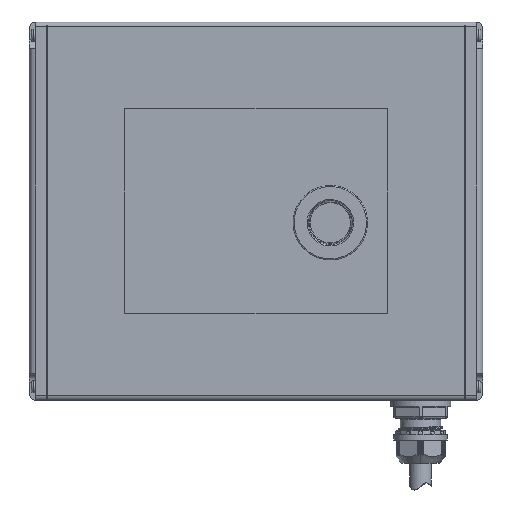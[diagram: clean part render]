
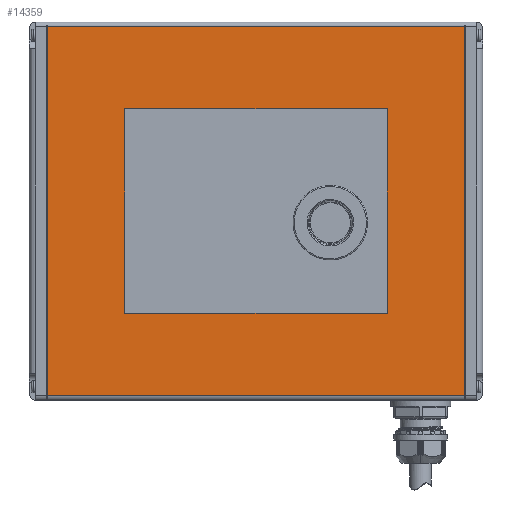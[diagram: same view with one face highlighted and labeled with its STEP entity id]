
A CAD part, top view. The second image highlights one B-rep face of the part: STEP entity #14359.
In plain terms, the highlighted planar face has unit normal (0, 0, 1).
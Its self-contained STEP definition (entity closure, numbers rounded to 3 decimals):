
#345 = CARTESIAN_POINT ( 'NONE',  ( 59., 46., 25. ) ) ;
#447 = CARTESIAN_POINT ( 'NONE',  ( -59., -46., 25. ) ) ;
#521 = CARTESIAN_POINT ( 'NONE',  ( -59., 46., 25. ) ) ;
#2122 = CARTESIAN_POINT ( 'NONE',  ( 93.9, -83., 25. ) ) ;
#2457 = DIRECTION ( 'NONE',  ( 0., -1., 0. ) ) ;
#2997 = LINE ( 'NONE', #3414, #3609 ) ;
#3169 = VERTEX_POINT ( 'NONE', #16965 ) ;
#3414 = CARTESIAN_POINT ( 'NONE',  ( 59., -46., 25. ) ) ;
#3609 = VECTOR ( 'NONE', #20755, 1000. ) ;
#3773 = CARTESIAN_POINT ( 'NONE',  ( 59., 46., 25. ) ) ;
#4045 = LINE ( 'NONE', #3773, #17458 ) ;
#4432 = DIRECTION ( 'NONE',  ( 0., 0., -1. ) ) ;
#4582 = LINE ( 'NONE', #345, #12981 ) ;
#5872 = EDGE_CURVE ( 'NONE', #11317, #15202, #2997, .T. ) ;
#6416 = PLANE ( 'NONE',  #13899 ) ;
#7515 = EDGE_CURVE ( 'NONE', #13350, #10995, #23077, .T. ) ;
#8977 = LINE ( 'NONE', #521, #12065 ) ;
#9094 = DIRECTION ( 'NONE',  ( -1., 0., 0. ) ) ;
#10466 = VERTEX_POINT ( 'NONE', #2122 ) ;
#10995 = VERTEX_POINT ( 'NONE', #27424 ) ;
#11317 = VERTEX_POINT ( 'NONE', #447 ) ;
#11349 = DIRECTION ( 'NONE',  ( -1., 0., 0. ) ) ;
#12022 = ORIENTED_EDGE ( 'NONE', *, *, #13967, .F. ) ;
#12065 = VECTOR ( 'NONE', #15050, 1000. ) ;
#12088 = VECTOR ( 'NONE', #24326, 1000. ) ;
#12507 = LINE ( 'NONE', #16874, #12531 ) ;
#12531 = VECTOR ( 'NONE', #27887, 1000. ) ;
#12981 = VECTOR ( 'NONE', #11349, 1000. ) ;
#13139 = ORIENTED_EDGE ( 'NONE', *, *, #18951, .T. ) ;
#13310 = CARTESIAN_POINT ( 'NONE',  ( 59., 46., 25. ) ) ;
#13350 = VERTEX_POINT ( 'NONE', #13584 ) ;
#13584 = CARTESIAN_POINT ( 'NONE',  ( 93.9, 83., 25. ) ) ;
#13655 = CARTESIAN_POINT ( 'NONE',  ( 59., -46., 25. ) ) ;
#13899 = AXIS2_PLACEMENT_3D ( 'NONE', #21499, #4432, #9094 ) ;
#13967 = EDGE_CURVE ( 'NONE', #14243, #11317, #8977, .T. ) ;
#14243 = VERTEX_POINT ( 'NONE', #25182 ) ;
#14359 = ADVANCED_FACE ( 'NONE', ( #19233, #19801 ), #6416, .F. ) ;
#14505 = EDGE_LOOP ( 'NONE', ( #23926, #19189, #21599, #12022 ) ) ;
#14528 = EDGE_CURVE ( 'NONE', #10466, #13350, #18104, .T. ) ;
#15050 = DIRECTION ( 'NONE',  ( 0., -1., 0. ) ) ;
#15202 = VERTEX_POINT ( 'NONE', #13655 ) ;
#15554 = EDGE_CURVE ( 'NONE', #23899, #14243, #4582, .T. ) ;
#16723 = CARTESIAN_POINT ( 'NONE',  ( -93.9, 83., 25. ) ) ;
#16874 = CARTESIAN_POINT ( 'NONE',  ( 94., -83., 25. ) ) ;
#16965 = CARTESIAN_POINT ( 'NONE',  ( -93.9, -83., 25. ) ) ;
#17458 = VECTOR ( 'NONE', #23229, 1000. ) ;
#18104 = LINE ( 'NONE', #20081, #12088 ) ;
#18685 = DIRECTION ( 'NONE',  ( -1., 0., 0. ) ) ;
#18951 = EDGE_CURVE ( 'NONE', #10995, #3169, #21785, .T. ) ;
#19189 = ORIENTED_EDGE ( 'NONE', *, *, #20206, .F. ) ;
#19233 = FACE_BOUND ( 'NONE', #14505, .T. ) ;
#19801 = FACE_OUTER_BOUND ( 'NONE', #26068, .T. ) ;
#20081 = CARTESIAN_POINT ( 'NONE',  ( 93.9, 83., 25. ) ) ;
#20206 = EDGE_CURVE ( 'NONE', #15202, #23899, #4045, .T. ) ;
#20318 = VECTOR ( 'NONE', #18685, 1000. ) ;
#20755 = DIRECTION ( 'NONE',  ( 1., 0., 0. ) ) ;
#20963 = ORIENTED_EDGE ( 'NONE', *, *, #14528, .T. ) ;
#21180 = EDGE_CURVE ( 'NONE', #10466, #3169, #12507, .T. ) ;
#21499 = CARTESIAN_POINT ( 'NONE',  ( 94., 83., 25. ) ) ;
#21599 = ORIENTED_EDGE ( 'NONE', *, *, #5872, .F. ) ;
#21785 = LINE ( 'NONE', #16723, #22396 ) ;
#22396 = VECTOR ( 'NONE', #2457, 1000. ) ;
#23077 = LINE ( 'NONE', #25052, #20318 ) ;
#23229 = DIRECTION ( 'NONE',  ( 0., 1., 0. ) ) ;
#23899 = VERTEX_POINT ( 'NONE', #13310 ) ;
#23926 = ORIENTED_EDGE ( 'NONE', *, *, #15554, .F. ) ;
#24063 = ORIENTED_EDGE ( 'NONE', *, *, #7515, .T. ) ;
#24326 = DIRECTION ( 'NONE',  ( 0., 1., 0. ) ) ;
#25052 = CARTESIAN_POINT ( 'NONE',  ( 94., 83., 25. ) ) ;
#25182 = CARTESIAN_POINT ( 'NONE',  ( -59., 46., 25. ) ) ;
#26068 = EDGE_LOOP ( 'NONE', ( #24063, #13139, #27425, #20963 ) ) ;
#27424 = CARTESIAN_POINT ( 'NONE',  ( -93.9, 83., 25. ) ) ;
#27425 = ORIENTED_EDGE ( 'NONE', *, *, #21180, .F. ) ;
#27887 = DIRECTION ( 'NONE',  ( -1., 0., 0. ) ) ;
